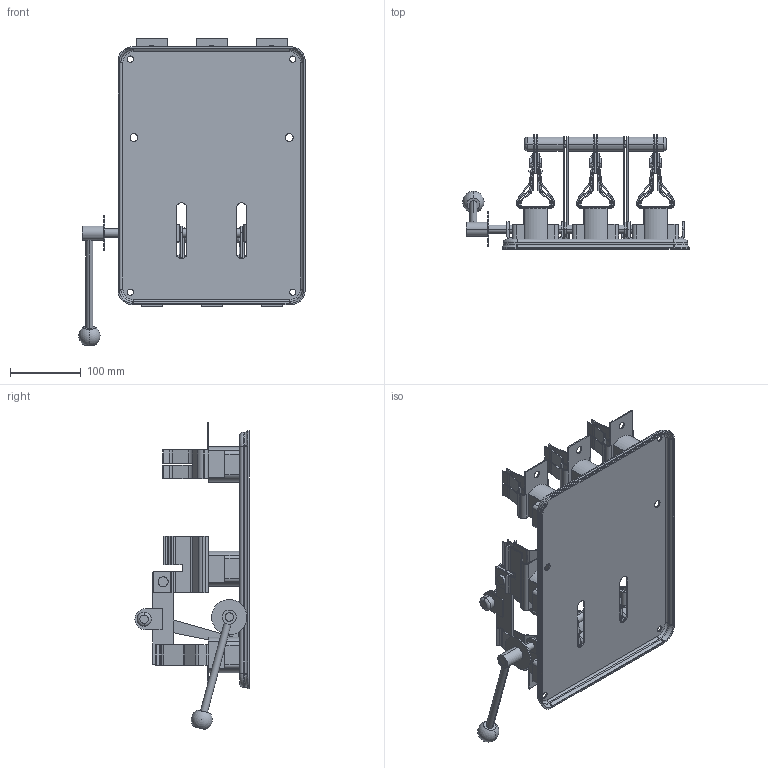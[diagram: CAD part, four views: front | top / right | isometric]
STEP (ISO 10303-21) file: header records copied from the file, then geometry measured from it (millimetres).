
FILE_DESCRIPTION (( 'STEP AP203' ), '1' );
FILE_NAME ('Ðàçúåäèíèòåëü ÐÏÁ-4 400À ëåâûé ïðèâîä, áåç ÏÏÍ (rpb-400l).STEP', '2018-09-04T06:55:46', ( '' ), ( '' ), 'SwSTEP 2.0', 'SolidWorks 2017', '' );
FILE_SCHEMA (( 'CONFIG_CONTROL_DESIGN' ));
Length unit declared in the file: millimetre
Products named in the file (1): Ðàçúåäèíèòåëü ÐÏÁ-4 400À ëåâûé ïðèâîä, áåç ÏÏÍ (rpb-400l)
Bounding box: 320.45 x 161.67 x 435.2 mm (x, y, z)
Volume: 1416716.7 mm3; surface area: 604789.9 mm2
Topology: 51 solids, 51 shells, 1469 faces, 3446 edges, 2095 vertices
Faces by surface type: plane 963, cylinder 468, bspline 24, torus 12, sphere 2
Entity records: 42493 total; most frequent: CARTESIAN_POINT 8309, DIRECTION 7268, ORIENTED_EDGE 6882, EDGE_CURVE 3441, AXIS2_PLACEMENT_3D 2429, VECTOR 2410, LINE 2410, VERTEX_POINT 2092
